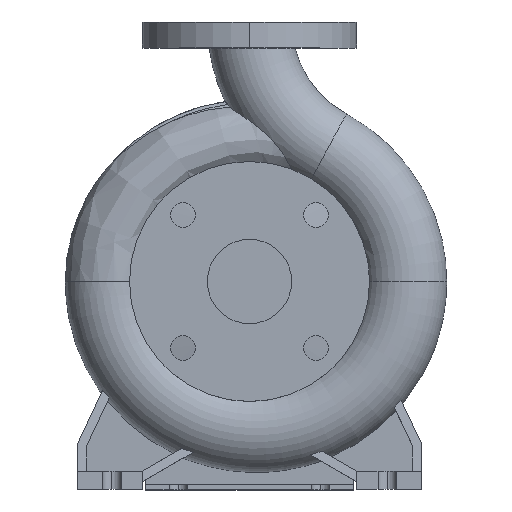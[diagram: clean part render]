
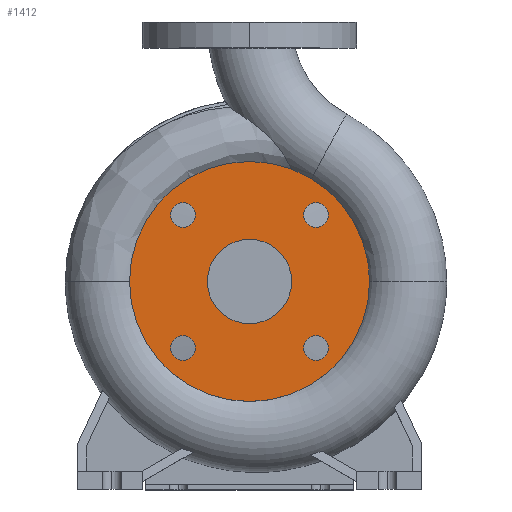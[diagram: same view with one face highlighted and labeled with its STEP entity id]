
A CAD part, top view. The second image highlights one B-rep face of the part: STEP entity #1412.
In plain terms, the highlighted planar face has unit normal (0, 0, 1).
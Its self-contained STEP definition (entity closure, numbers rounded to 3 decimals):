
#93 = CARTESIAN_POINT ( 'NONE',  ( -51.265, 41.765, 100. ) ) ;
#145 = AXIS2_PLACEMENT_3D ( 'NONE', #3647, #1083, #6598 ) ;
#169 = VERTEX_POINT ( 'NONE', #2429 ) ;
#254 = CARTESIAN_POINT ( 'NONE',  ( 0., 32.5, 100. ) ) ;
#292 = DIRECTION ( 'NONE',  ( 0., -1., 0. ) ) ;
#297 = CARTESIAN_POINT ( 'NONE',  ( -51.265, -41.765, 100. ) ) ;
#305 = CARTESIAN_POINT ( 'NONE',  ( 51.265, 51.265, 100. ) ) ;
#338 = EDGE_CURVE ( 'NONE', #4305, #823, #1161, .T. ) ;
#441 = AXIS2_PLACEMENT_3D ( 'NONE', #3038, #2061, #4116 ) ;
#592 = CARTESIAN_POINT ( 'NONE',  ( -51.265, 51.265, 100. ) ) ;
#681 = DIRECTION ( 'NONE',  ( 0., 0., 1. ) ) ;
#823 = VERTEX_POINT ( 'NONE', #5145 ) ;
#848 = CARTESIAN_POINT ( 'NONE',  ( 51.265, -51.265, 100. ) ) ;
#927 = VERTEX_POINT ( 'NONE', #4259 ) ;
#991 = ORIENTED_EDGE ( 'NONE', *, *, #5713, .F. ) ;
#1063 = AXIS2_PLACEMENT_3D ( 'NONE', #1398, #1265, #292 ) ;
#1083 = DIRECTION ( 'NONE',  ( 0., 0., 1. ) ) ;
#1092 = CARTESIAN_POINT ( 'NONE',  ( 0., 92.5, 100. ) ) ;
#1112 = EDGE_CURVE ( 'NONE', #6316, #4218, #2454, .T. ) ;
#1161 = CIRCLE ( 'NONE', #5112, 92.5 ) ;
#1215 = AXIS2_PLACEMENT_3D ( 'NONE', #848, #2399, #3854 ) ;
#1265 = DIRECTION ( 'NONE',  ( 0., 0., 1. ) ) ;
#1346 = DIRECTION ( 'NONE',  ( 0., 0., 1. ) ) ;
#1398 = CARTESIAN_POINT ( 'NONE',  ( -51.265, -51.265, 100. ) ) ;
#1412 = ADVANCED_FACE ( 'NONE', ( #4648, #4184, #2713, #2233, #5680, #4751 ), #3113, .F. ) ;
#1422 = DIRECTION ( 'NONE',  ( 0., -1., 0. ) ) ;
#1509 = EDGE_LOOP ( 'NONE', ( #991, #5724 ) ) ;
#1517 = CIRCLE ( 'NONE', #5892, 9.5 ) ;
#1567 = EDGE_LOOP ( 'NONE', ( #2866, #5398 ) ) ;
#1611 = VERTEX_POINT ( 'NONE', #5496 ) ;
#1618 = DIRECTION ( 'NONE',  ( 1., 0., 0. ) ) ;
#1810 = ORIENTED_EDGE ( 'NONE', *, *, #6524, .T. ) ;
#1854 = AXIS2_PLACEMENT_3D ( 'NONE', #592, #2171, #5207 ) ;
#1860 = DIRECTION ( 'NONE',  ( 0., -1., 0. ) ) ;
#1871 = EDGE_CURVE ( 'NONE', #169, #5322, #4287, .T. ) ;
#1886 = DIRECTION ( 'NONE',  ( 0., 0., 1. ) ) ;
#1968 = CARTESIAN_POINT ( 'NONE',  ( -51.265, -60.765, 100. ) ) ;
#2032 = EDGE_CURVE ( 'NONE', #5279, #4618, #6406, .T. ) ;
#2048 = DIRECTION ( 'NONE',  ( 1., 0., 0. ) ) ;
#2061 = DIRECTION ( 'NONE',  ( 0., 0., 1. ) ) ;
#2103 = ORIENTED_EDGE ( 'NONE', *, *, #5873, .F. ) ;
#2171 = DIRECTION ( 'NONE',  ( 0., 0., 1. ) ) ;
#2173 = DIRECTION ( 'NONE',  ( 0., 1., 0. ) ) ;
#2233 = FACE_BOUND ( 'NONE', #5348, .T. ) ;
#2255 = AXIS2_PLACEMENT_3D ( 'NONE', #2669, #2569, #2637 ) ;
#2272 = EDGE_CURVE ( 'NONE', #4218, #6316, #5245, .T. ) ;
#2399 = DIRECTION ( 'NONE',  ( 0., 0., 1. ) ) ;
#2429 = CARTESIAN_POINT ( 'NONE',  ( 60.765, 51.265, 100. ) ) ;
#2454 = CIRCLE ( 'NONE', #1063, 9.5 ) ;
#2523 = EDGE_CURVE ( 'NONE', #927, #5747, #4075, .T. ) ;
#2569 = DIRECTION ( 'NONE',  ( 0., 0., 1. ) ) ;
#2637 = DIRECTION ( 'NONE',  ( 0., -1., 0. ) ) ;
#2669 = CARTESIAN_POINT ( 'NONE',  ( -51.265, -51.265, 100. ) ) ;
#2713 = FACE_OUTER_BOUND ( 'NONE', #4553, .T. ) ;
#2830 = CIRCLE ( 'NONE', #3454, 9.5 ) ;
#2866 = ORIENTED_EDGE ( 'NONE', *, *, #1112, .F. ) ;
#2894 = AXIS2_PLACEMENT_3D ( 'NONE', #4391, #6422, #3324 ) ;
#2936 = CARTESIAN_POINT ( 'NONE',  ( 51.265, -51.265, 100. ) ) ;
#2993 = AXIS2_PLACEMENT_3D ( 'NONE', #5730, #681, #1618 ) ;
#3038 = CARTESIAN_POINT ( 'NONE',  ( 0., 0., 100. ) ) ;
#3043 = VERTEX_POINT ( 'NONE', #5077 ) ;
#3109 = CARTESIAN_POINT ( 'NONE',  ( 0., -92.5, 100. ) ) ;
#3113 = PLANE ( 'NONE',  #5444 ) ;
#3248 = DIRECTION ( 'NONE',  ( 0., 0., -1. ) ) ;
#3324 = DIRECTION ( 'NONE',  ( 0., -1., 0. ) ) ;
#3454 = AXIS2_PLACEMENT_3D ( 'NONE', #2936, #5468, #1422 ) ;
#3462 = EDGE_CURVE ( 'NONE', #4618, #5279, #5364, .T. ) ;
#3594 = CARTESIAN_POINT ( 'NONE',  ( 0., -32.5, 100. ) ) ;
#3611 = EDGE_LOOP ( 'NONE', ( #3763, #6106 ) ) ;
#3647 = CARTESIAN_POINT ( 'NONE',  ( 0., 0., 100. ) ) ;
#3763 = ORIENTED_EDGE ( 'NONE', *, *, #2032, .F. ) ;
#3791 = EDGE_LOOP ( 'NONE', ( #4254, #2103 ) ) ;
#3854 = DIRECTION ( 'NONE',  ( 0., -1., 0. ) ) ;
#3908 = EDGE_CURVE ( 'NONE', #5322, #169, #1517, .T. ) ;
#4040 = ORIENTED_EDGE ( 'NONE', *, *, #338, .T. ) ;
#4075 = CIRCLE ( 'NONE', #4296, 9.5 ) ;
#4116 = DIRECTION ( 'NONE',  ( 0., -1., 0. ) ) ;
#4184 = FACE_BOUND ( 'NONE', #3611, .T. ) ;
#4218 = VERTEX_POINT ( 'NONE', #297 ) ;
#4254 = ORIENTED_EDGE ( 'NONE', *, *, #6359, .F. ) ;
#4259 = CARTESIAN_POINT ( 'NONE',  ( -51.265, 60.765, 100. ) ) ;
#4287 = CIRCLE ( 'NONE', #2993, 9.5 ) ;
#4296 = AXIS2_PLACEMENT_3D ( 'NONE', #4537, #1346, #1860 ) ;
#4305 = VERTEX_POINT ( 'NONE', #3109 ) ;
#4391 = CARTESIAN_POINT ( 'NONE',  ( 0., 0., 100. ) ) ;
#4417 = CIRCLE ( 'NONE', #145, 92.5 ) ;
#4537 = CARTESIAN_POINT ( 'NONE',  ( -51.265, 51.265, 100. ) ) ;
#4553 = EDGE_LOOP ( 'NONE', ( #4040, #1810 ) ) ;
#4618 = VERTEX_POINT ( 'NONE', #254 ) ;
#4648 = FACE_BOUND ( 'NONE', #1567, .T. ) ;
#4751 = FACE_BOUND ( 'NONE', #3791, .T. ) ;
#4836 = CIRCLE ( 'NONE', #1215, 9.5 ) ;
#5077 = CARTESIAN_POINT ( 'NONE',  ( 51.265, -60.765, 100. ) ) ;
#5112 = AXIS2_PLACEMENT_3D ( 'NONE', #5922, #6362, #5891 ) ;
#5145 = CARTESIAN_POINT ( 'NONE',  ( 0., 92.5, 100. ) ) ;
#5207 = DIRECTION ( 'NONE',  ( 0., -1., 0. ) ) ;
#5245 = CIRCLE ( 'NONE', #2255, 9.5 ) ;
#5279 = VERTEX_POINT ( 'NONE', #3594 ) ;
#5322 = VERTEX_POINT ( 'NONE', #6183 ) ;
#5348 = EDGE_LOOP ( 'NONE', ( #5976, #6257 ) ) ;
#5364 = CIRCLE ( 'NONE', #441, 32.5 ) ;
#5398 = ORIENTED_EDGE ( 'NONE', *, *, #2272, .F. ) ;
#5444 = AXIS2_PLACEMENT_3D ( 'NONE', #1092, #3248, #2173 ) ;
#5468 = DIRECTION ( 'NONE',  ( 0., 0., 1. ) ) ;
#5496 = CARTESIAN_POINT ( 'NONE',  ( 51.265, -41.765, 100. ) ) ;
#5680 = FACE_BOUND ( 'NONE', #1509, .T. ) ;
#5700 = CIRCLE ( 'NONE', #1854, 9.5 ) ;
#5713 = EDGE_CURVE ( 'NONE', #5747, #927, #5700, .T. ) ;
#5724 = ORIENTED_EDGE ( 'NONE', *, *, #2523, .F. ) ;
#5730 = CARTESIAN_POINT ( 'NONE',  ( 51.265, 51.265, 100. ) ) ;
#5747 = VERTEX_POINT ( 'NONE', #93 ) ;
#5873 = EDGE_CURVE ( 'NONE', #1611, #3043, #2830, .T. ) ;
#5891 = DIRECTION ( 'NONE',  ( 0., -1., 0. ) ) ;
#5892 = AXIS2_PLACEMENT_3D ( 'NONE', #305, #1886, #2048 ) ;
#5922 = CARTESIAN_POINT ( 'NONE',  ( 0., 0., 100. ) ) ;
#5976 = ORIENTED_EDGE ( 'NONE', *, *, #1871, .F. ) ;
#6106 = ORIENTED_EDGE ( 'NONE', *, *, #3462, .F. ) ;
#6183 = CARTESIAN_POINT ( 'NONE',  ( 41.765, 51.265, 100. ) ) ;
#6257 = ORIENTED_EDGE ( 'NONE', *, *, #3908, .F. ) ;
#6316 = VERTEX_POINT ( 'NONE', #1968 ) ;
#6359 = EDGE_CURVE ( 'NONE', #3043, #1611, #4836, .T. ) ;
#6362 = DIRECTION ( 'NONE',  ( 0., 0., 1. ) ) ;
#6406 = CIRCLE ( 'NONE', #2894, 32.5 ) ;
#6422 = DIRECTION ( 'NONE',  ( 0., 0., 1. ) ) ;
#6524 = EDGE_CURVE ( 'NONE', #823, #4305, #4417, .T. ) ;
#6598 = DIRECTION ( 'NONE',  ( 0., -1., 0. ) ) ;
